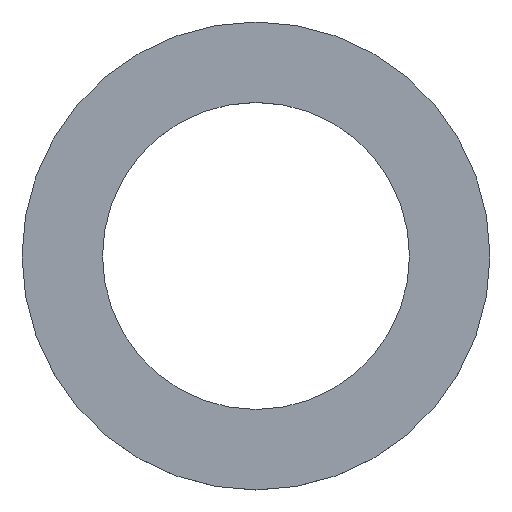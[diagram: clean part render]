
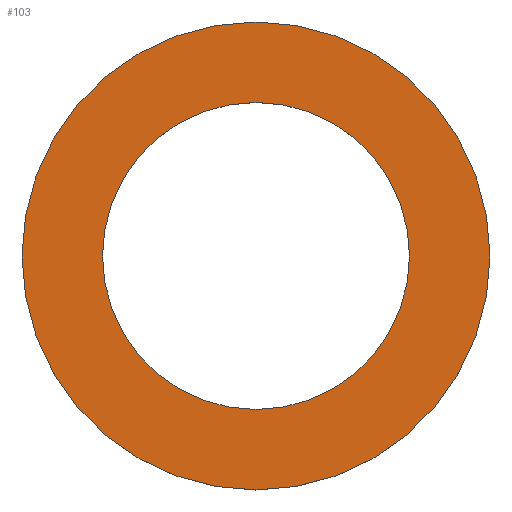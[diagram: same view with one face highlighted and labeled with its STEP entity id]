
A CAD part, top view. The second image highlights one B-rep face of the part: STEP entity #103.
In plain terms, the highlighted planar face has unit normal (0, 0, 1).
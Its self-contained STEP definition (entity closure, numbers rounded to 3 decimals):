
#38=AXIS2_PLACEMENT_3D('Circle Axis2P3D',#36,#37,$) ;
#74=AXIS2_PLACEMENT_3D('Plane Axis2P3D',#71,#72,#73) ;
#78=AXIS2_PLACEMENT_3D('Circle Axis2P3D',#76,#77,$) ;
#87=AXIS2_PLACEMENT_3D('Circle Axis2P3D',#85,#86,$) ;
#96=AXIS2_PLACEMENT_3D('Circle Axis2P3D',#94,#95,$) ;
#36=CARTESIAN_POINT('Axis2P3D Location',(19.05,19.05,2.)) ;
#40=CARTESIAN_POINT('Vertex',(6.55,19.05,2.)) ;
#42=CARTESIAN_POINT('Vertex',(31.55,19.05,2.)) ;
#71=CARTESIAN_POINT('Axis2P3D Location',(19.05,19.05,2.)) ;
#76=CARTESIAN_POINT('Axis2P3D Location',(19.05,19.05,2.)) ;
#80=CARTESIAN_POINT('Vertex',(0.,19.05,2.)) ;
#82=CARTESIAN_POINT('Vertex',(38.1,19.05,2.)) ;
#85=CARTESIAN_POINT('Axis2P3D Location',(19.05,19.05,2.)) ;
#94=CARTESIAN_POINT('Axis2P3D Location',(19.05,19.05,2.)) ;
#37=DIRECTION('Axis2P3D Direction',(-0.,0.,-1.)) ;
#72=DIRECTION('Axis2P3D Direction',(0.,0.,1.)) ;
#73=DIRECTION('Axis2P3D XDirection',(1.,0.,-0.)) ;
#77=DIRECTION('Axis2P3D Direction',(0.,0.,1.)) ;
#86=DIRECTION('Axis2P3D Direction',(0.,0.,1.)) ;
#95=DIRECTION('Axis2P3D Direction',(0.,0.,1.)) ;
#91=ORIENTED_EDGE('',*,*,#84,.T.) ;
#92=ORIENTED_EDGE('',*,*,#89,.T.) ;
#100=ORIENTED_EDGE('',*,*,#44,.F.) ;
#101=ORIENTED_EDGE('',*,*,#98,.F.) ;
#102=FACE_BOUND('',#99,.T.) ;
#103=ADVANCED_FACE('Aufsatz-Linear austragen1',(#93,#102),#75,.T.) ;
#39=CIRCLE('generated circle',#38,12.5) ;
#79=CIRCLE('generated circle',#78,19.05) ;
#88=CIRCLE('generated circle',#87,19.05) ;
#97=CIRCLE('generated circle',#96,12.5) ;
#44=EDGE_CURVE('',#41,#43,#39,.F.) ;
#84=EDGE_CURVE('',#81,#83,#79,.T.) ;
#89=EDGE_CURVE('',#83,#81,#88,.T.) ;
#98=EDGE_CURVE('',#43,#41,#97,.T.) ;
#90=EDGE_LOOP('',(#91,#92)) ;
#99=EDGE_LOOP('',(#100,#101)) ;
#93=FACE_OUTER_BOUND('',#90,.T.) ;
#75=PLANE('',#74) ;
#41=VERTEX_POINT('',#40) ;
#43=VERTEX_POINT('',#42) ;
#81=VERTEX_POINT('',#80) ;
#83=VERTEX_POINT('',#82) ;
